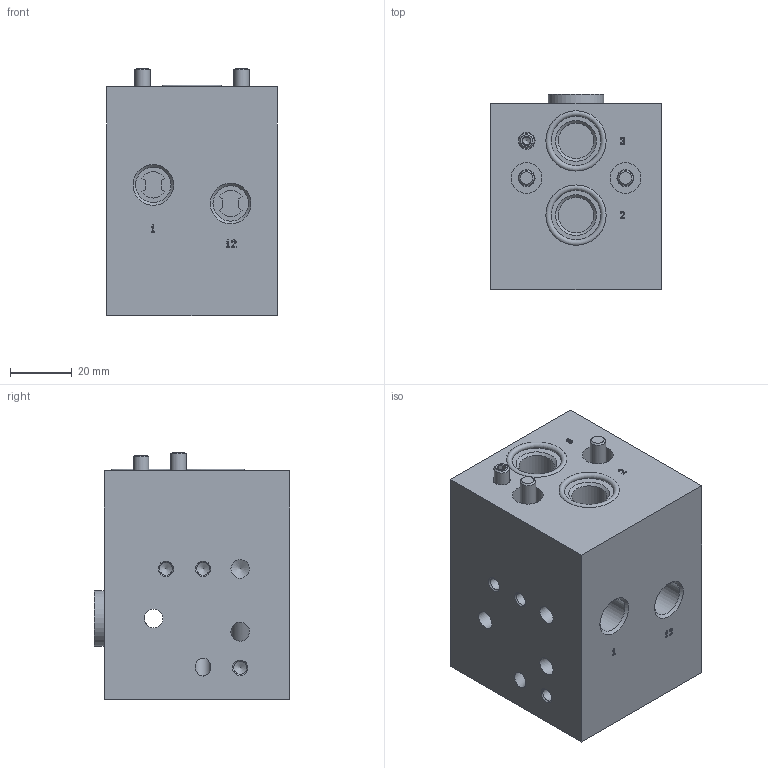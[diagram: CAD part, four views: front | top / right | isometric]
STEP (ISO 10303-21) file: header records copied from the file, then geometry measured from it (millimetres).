
FILE_DESCRIPTION(/* description */ ('STEP AP214'),/* implementation_level */ '2;1');
FILE_NAME(/* name */ '3580505_VABS-S7-RB-B-G14-V14',/* time_stamp */ '2024-09-16T03:35:02+02:00',/* author */ ('License CC BY-ND 4.0'),/* organization */ ('CADENAS'),/* preprocessor_version */ 'ST-DEVELOPER v19.3',/* originating_system */ 'PARTsolutions',/* authorisation */ ' ');
FILE_SCHEMA (('AUTOMOTIVE_DESIGN {1 0 10303 214 3 1 1}'));
Length unit declared in the file: millimetre
Products named in the file (6): 3580505 VABS-S7-RB-B-G14-V14; 3580505 VABS-S7-RB-B-G14-V14---(part); 200936 B-16x2-N; Blind-1/4-R---(part); ISO-4026 M5x10; ISO-4762 M5x70
Assembly tree (7 placements, depth 2):
  3580505 VABS-S7-RB-B-G14-V14
    3580505 VABS-S7-RB-B-G14-V14---(part)
    200936 B-16x2-N  x2
    Blind-1/4-R---(part)
    ISO-4026 M5x10
    ISO-4762 M5x70  x2
Bounding box: 55 x 63.15 x 80 mm (x, y, z)
Volume: 229498.4 mm3; surface area: 38352 mm2
Topology: 7 solids, 7 shells, 242 faces, 570 edges, 360 vertices
Faces by surface type: plane 141, cone 53, cylinder 46, torus 2
Full cylindrical faces by diameter (mm): 4.134 x6, 5 x4, 5.5 x3, 6 x4, 8.5 x2, 10 x4, 11.445 x5, 13.157 x1, 18 x1, 19.5 x2
Entity records: 5839 total; most frequent: CARTESIAN_POINT 1020, DIRECTION 978, ORIENTED_EDGE 844, EDGE_CURVE 422, AXIS2_PLACEMENT_3D 353, FACE_BOUND 316, VERTEX_POINT 310, EDGE_LOOP 305
